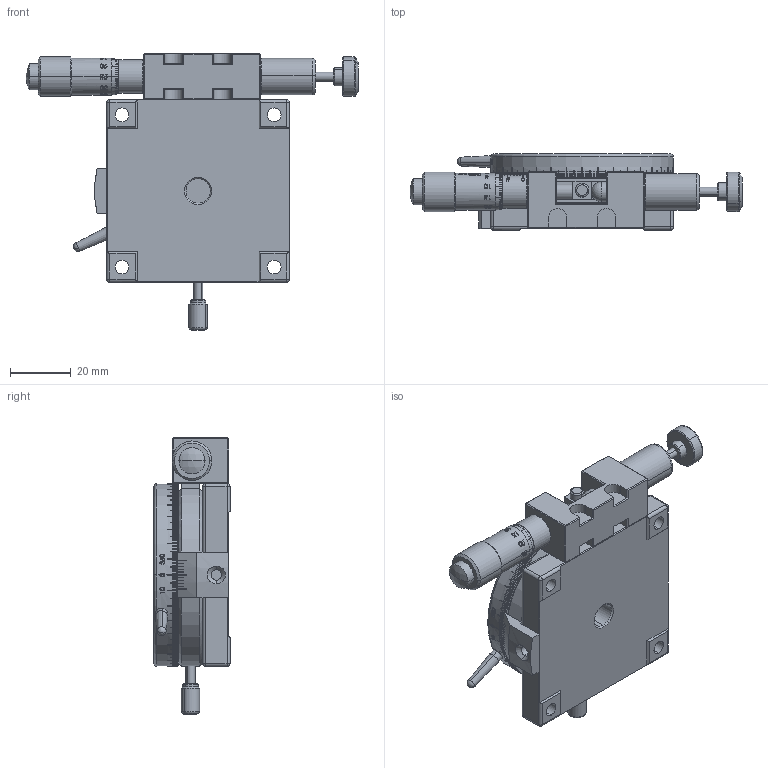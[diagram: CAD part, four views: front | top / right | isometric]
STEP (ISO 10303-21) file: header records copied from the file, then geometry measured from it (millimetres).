
FILE_DESCRIPTION (( 'STEP AP203' ), '1' );
FILE_NAME ('MR60-AR(«¬¿ý).STEP', '2014-04-10T06:27:27', ( '123' ), ( '' ), 'SwSTEP 2.0', 'SolidWorks 2013', '' );
FILE_SCHEMA (( 'CONFIG_CONTROL_DESIGN' ));
Products named in the file (2): Group1^MR60-AR(模糊化); MR60-AR(型錄)
Assembly tree (1 placements, depth 2):
  MR60-AR(型錄)
    Group1^MR60-AR(模糊化)
Bounding box: 109 x 25 x 90.7 mm (x, y, z)
Volume: 95577.9 mm3; surface area: 37661.5 mm2
Topology: 13 solids, 13 shells, 3193 faces, 8959 edges, 5873 vertices
Faces by surface type: plane 2416, bspline 395, cylinder 270, cone 73, torus 21, sphere 18
Entity records: 137509 total; most frequent: CARTESIAN_POINT 58990, ORIENTED_EDGE 17866, DIRECTION 13984, EDGE_CURVE 8933, VERTEX_POINT 5871, LINE 5328, VECTOR 5328, AXIS2_PLACEMENT_3D 4328
